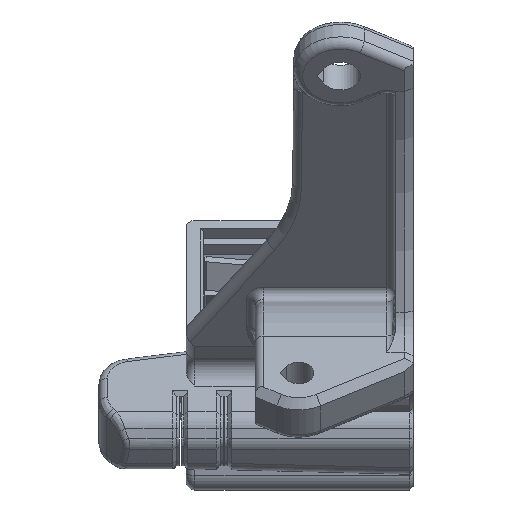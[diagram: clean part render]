
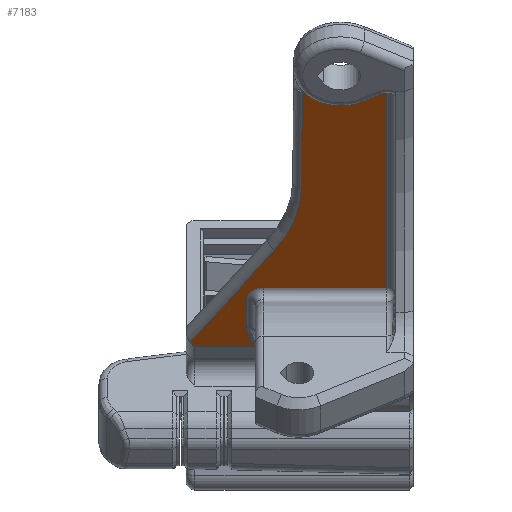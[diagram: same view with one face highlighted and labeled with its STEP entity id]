
A CAD part, top view. The second image highlights one B-rep face of the part: STEP entity #7183.
In plain terms, the highlighted planar face has unit normal (0, -0.707, 0.707).
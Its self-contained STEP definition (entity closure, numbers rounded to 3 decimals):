
#275=CIRCLE('',#7676,6.35);
#279=CIRCLE('',#7684,2.);
#305=CIRCLE('',#7757,18.5);
#359=ELLIPSE('',#7756,3.864,1.);
#977=LINE('',#12828,#1712);
#978=LINE('',#12830,#1713);
#979=LINE('',#12833,#1714);
#980=LINE('',#12841,#1715);
#982=LINE('',#12885,#1717);
#1015=LINE('',#13063,#1750);
#1016=LINE('',#13066,#1751);
#1712=VECTOR('',#9286,10.);
#1713=VECTOR('',#9289,10.);
#1714=VECTOR('',#9292,10.);
#1715=VECTOR('',#9303,10.);
#1717=VECTOR('',#9311,10.);
#1750=VECTOR('',#9478,10.);
#1751=VECTOR('',#9481,10.);
#2053=PLANE('',#7755);
#2433=FACE_OUTER_BOUND('',#2839,.T.);
#2839=EDGE_LOOP('',(#6454,#6455,#6456,#6457,#6458,#6459,#6460,#6461,#6462,
#6463,#6464,#6465));
#2989=B_SPLINE_CURVE_WITH_KNOTS('',3,(#12871,#12872,#12873,#12874,#12875),
 .UNSPECIFIED.,.F.,.F.,(4,1,4),(-1.716,-1.513,-1.378),
 .UNSPECIFIED.);
#3498=VERTEX_POINT('',#12483);
#3529=VERTEX_POINT('',#12661);
#3534=VERTEX_POINT('',#12759);
#3536=VERTEX_POINT('',#12813);
#3539=VERTEX_POINT('',#12832);
#3540=VERTEX_POINT('',#12836);
#3541=VERTEX_POINT('',#12840);
#3543=VERTEX_POINT('',#12870);
#3544=VERTEX_POINT('',#12883);
#3564=VERTEX_POINT('',#13060);
#3565=VERTEX_POINT('',#13062);
#3566=VERTEX_POINT('',#13064);
#4481=EDGE_CURVE('',#3534,#3536,#275,.T.);
#4486=EDGE_CURVE('',#3536,#3529,#977,.T.);
#4487=EDGE_CURVE('',#3529,#3498,#978,.T.);
#4488=EDGE_CURVE('',#3498,#3539,#979,.T.);
#4490=EDGE_CURVE('',#3539,#3540,#279,.T.);
#4492=EDGE_CURVE('',#3540,#3541,#980,.T.);
#4495=EDGE_CURVE('',#3541,#3543,#2989,.T.);
#4498=EDGE_CURVE('',#3544,#3543,#982,.T.);
#4557=EDGE_CURVE('',#3544,#3564,#359,.T.);
#4558=EDGE_CURVE('',#3565,#3534,#1015,.T.);
#4559=EDGE_CURVE('',#3566,#3565,#305,.T.);
#4560=EDGE_CURVE('',#3564,#3566,#1016,.T.);
#6454=ORIENTED_EDGE('',*,*,#4557,.F.);
#6455=ORIENTED_EDGE('',*,*,#4498,.T.);
#6456=ORIENTED_EDGE('',*,*,#4495,.F.);
#6457=ORIENTED_EDGE('',*,*,#4492,.F.);
#6458=ORIENTED_EDGE('',*,*,#4490,.F.);
#6459=ORIENTED_EDGE('',*,*,#4488,.F.);
#6460=ORIENTED_EDGE('',*,*,#4487,.F.);
#6461=ORIENTED_EDGE('',*,*,#4486,.F.);
#6462=ORIENTED_EDGE('',*,*,#4481,.F.);
#6463=ORIENTED_EDGE('',*,*,#4558,.F.);
#6464=ORIENTED_EDGE('',*,*,#4559,.F.);
#6465=ORIENTED_EDGE('',*,*,#4560,.F.);
#7183=ADVANCED_FACE('',(#2433),#2053,.T.);
#7676=AXIS2_PLACEMENT_3D('',#12814,#9277,#9278);
#7684=AXIS2_PLACEMENT_3D('',#12837,#9297,#9298);
#7755=AXIS2_PLACEMENT_3D('',#13059,#9474,#9475);
#7756=AXIS2_PLACEMENT_3D('',#13061,#9476,#9477);
#7757=AXIS2_PLACEMENT_3D('',#13065,#9479,#9480);
#9277=DIRECTION('center_axis',(0.,-0.707,
0.707));
#9278=DIRECTION('ref_axis',(-0.503,-0.611,-0.611));
#9286=DIRECTION('',(0.866,0.354,0.354));
#9289=DIRECTION('',(0.,-0.707,-0.707));
#9292=DIRECTION('',(-1.,0.,0.));
#9297=DIRECTION('center_axis',(0.,-0.707,
0.707));
#9298=DIRECTION('ref_axis',(-0.487,0.617,0.617));
#9303=DIRECTION('',(0.,-0.707,-0.707));
#9311=DIRECTION('',(1.,0.,0.));
#9474=DIRECTION('center_axis',(0.,-0.707,
0.707));
#9475=DIRECTION('ref_axis',(0.,-0.707,-0.707));
#9476=DIRECTION('center_axis',(0.,0.707,-0.707));
#9477=DIRECTION('ref_axis',(0.,-0.707,-0.707));
#9478=DIRECTION('',(0.007,0.707,0.707));
#9479=DIRECTION('center_axis',(0.,-0.707,
0.707));
#9480=DIRECTION('ref_axis',(0.957,-0.204,-0.204));
#9481=DIRECTION('',(0.547,0.592,0.592));
#12483=CARTESIAN_POINT('',(-33.,38.198,107.883));
#12661=CARTESIAN_POINT('',(-33.,60.734,130.42));
#12759=CARTESIAN_POINT('',(-42.684,60.507,130.193));
#12813=CARTESIAN_POINT('',(-35.125,59.867,129.552));
#12814=CARTESIAN_POINT('Origin',(-38.3,63.755,133.441));
#12828=CARTESIAN_POINT('',(-51.267,53.277,122.962));
#12830=CARTESIAN_POINT('',(-33.,40.735,110.421));
#12832=CARTESIAN_POINT('',(-47.1,38.198,107.883));
#12833=CARTESIAN_POINT('',(-32.,38.198,107.883));
#12836=CARTESIAN_POINT('',(-49.1,36.783,106.469));
#12837=CARTESIAN_POINT('Origin',(-47.1,36.783,106.469));
#12840=CARTESIAN_POINT('',(-49.1,33.717,103.402));
#12841=CARTESIAN_POINT('',(-49.1,34.327,104.013));
#12870=CARTESIAN_POINT('',(-48.122,31.467,101.152));
#12871=CARTESIAN_POINT('Ctrl Pts',(-49.1,33.717,103.402));
#12872=CARTESIAN_POINT('Ctrl Pts',(-49.1,33.239,102.924));
#12873=CARTESIAN_POINT('Ctrl Pts',(-48.888,32.445,102.131));
#12874=CARTESIAN_POINT('Ctrl Pts',(-48.395,31.719,101.405));
#12875=CARTESIAN_POINT('Ctrl Pts',(-48.122,31.467,101.152));
#12883=CARTESIAN_POINT('',(-55.,31.467,101.152));
#12885=CARTESIAN_POINT('',(-56.,31.467,101.152));
#13059=CARTESIAN_POINT('Origin',(-56.,32.713,102.399));
#13060=CARTESIAN_POINT('',(-55.547,31.911,101.596));
#13061=CARTESIAN_POINT('Origin',(-55.,34.199,103.884));
#13062=CARTESIAN_POINT('',(-42.801,49.516,119.201));
#13063=CARTESIAN_POINT('',(-42.814,48.212,117.897));
#13064=CARTESIAN_POINT('',(-45.807,42.464,112.15));
#13065=CARTESIAN_POINT('Origin',(-61.3,49.613,119.299));
#13066=CARTESIAN_POINT('',(-50.485,37.396,107.081));
